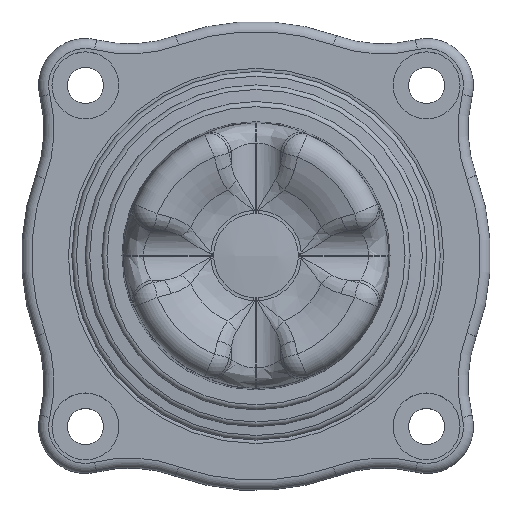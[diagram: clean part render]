
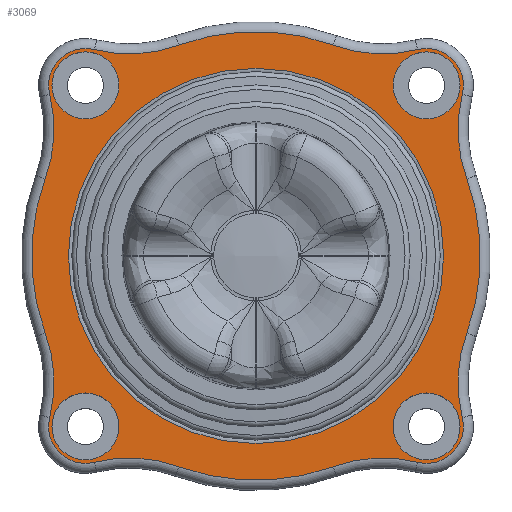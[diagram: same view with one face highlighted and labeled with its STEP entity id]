
A CAD part, top view. The second image highlights one B-rep face of the part: STEP entity #3069.
In plain terms, the highlighted planar face has unit normal (0, 0, 1).
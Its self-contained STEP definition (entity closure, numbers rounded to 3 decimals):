
#287=FACE_BOUND('',#790,.T.);
#288=FACE_BOUND('',#791,.T.);
#289=FACE_BOUND('',#792,.T.);
#290=FACE_BOUND('',#793,.T.);
#291=FACE_BOUND('',#794,.T.);
#325=PLANE('',#3532);
#524=FACE_OUTER_BOUND('',#789,.T.);
#789=EDGE_LOOP('',(#2698,#2699,#2700,#2701,#2702,#2703,#2704,#2705,#2706,
#2707,#2708,#2709,#2710,#2711,#2712,#2713));
#790=EDGE_LOOP('',(#2714));
#791=EDGE_LOOP('',(#2715));
#792=EDGE_LOOP('',(#2716));
#793=EDGE_LOOP('',(#2717));
#794=EDGE_LOOP('',(#2718));
#1151=CIRCLE('',#3459,10.75);
#1152=CIRCLE('',#3461,16.75);
#1154=CIRCLE('',#3464,10.75);
#1156=CIRCLE('',#3467,2.75);
#1158=CIRCLE('',#3470,10.75);
#1160=CIRCLE('',#3473,16.75);
#1162=CIRCLE('',#3476,10.75);
#1164=CIRCLE('',#3479,2.75);
#1166=CIRCLE('',#3482,10.75);
#1168=CIRCLE('',#3485,16.75);
#1170=CIRCLE('',#3488,10.75);
#1172=CIRCLE('',#3491,2.75);
#1174=CIRCLE('',#3494,10.75);
#1176=CIRCLE('',#3497,16.75);
#1178=CIRCLE('',#3500,10.75);
#1180=CIRCLE('',#3503,2.75);
#1183=CIRCLE('',#3508,2.5);
#1187=CIRCLE('',#3515,2.5);
#1191=CIRCLE('',#3522,2.5);
#1195=CIRCLE('',#3529,2.5);
#1197=CIRCLE('',#3533,14.);
#1444=VERTEX_POINT('',#6604);
#1445=VERTEX_POINT('',#6606);
#1446=VERTEX_POINT('',#6610);
#1447=VERTEX_POINT('',#6614);
#1448=VERTEX_POINT('',#6618);
#1449=VERTEX_POINT('',#6622);
#1450=VERTEX_POINT('',#6626);
#1451=VERTEX_POINT('',#6630);
#1452=VERTEX_POINT('',#6634);
#1453=VERTEX_POINT('',#6638);
#1454=VERTEX_POINT('',#6642);
#1455=VERTEX_POINT('',#6646);
#1456=VERTEX_POINT('',#6650);
#1457=VERTEX_POINT('',#6654);
#1458=VERTEX_POINT('',#6658);
#1459=VERTEX_POINT('',#6662);
#1462=VERTEX_POINT('',#6673);
#1466=VERTEX_POINT('',#6684);
#1470=VERTEX_POINT('',#6695);
#1474=VERTEX_POINT('',#6706);
#1476=VERTEX_POINT('',#6712);
#1853=EDGE_CURVE('',#1445,#1444,#1151,.T.);
#1854=EDGE_CURVE('',#1444,#1446,#1152,.T.);
#1856=EDGE_CURVE('',#1446,#1447,#1154,.T.);
#1858=EDGE_CURVE('',#1447,#1448,#1156,.T.);
#1860=EDGE_CURVE('',#1448,#1449,#1158,.T.);
#1862=EDGE_CURVE('',#1449,#1450,#1160,.T.);
#1864=EDGE_CURVE('',#1450,#1451,#1162,.T.);
#1866=EDGE_CURVE('',#1451,#1452,#1164,.T.);
#1868=EDGE_CURVE('',#1452,#1453,#1166,.T.);
#1870=EDGE_CURVE('',#1453,#1454,#1168,.T.);
#1872=EDGE_CURVE('',#1454,#1455,#1170,.T.);
#1874=EDGE_CURVE('',#1455,#1456,#1172,.T.);
#1876=EDGE_CURVE('',#1456,#1457,#1174,.T.);
#1878=EDGE_CURVE('',#1457,#1458,#1176,.T.);
#1880=EDGE_CURVE('',#1458,#1459,#1178,.T.);
#1882=EDGE_CURVE('',#1459,#1445,#1180,.T.);
#1885=EDGE_CURVE('',#1462,#1462,#1183,.T.);
#1889=EDGE_CURVE('',#1466,#1466,#1187,.T.);
#1893=EDGE_CURVE('',#1470,#1470,#1191,.T.);
#1897=EDGE_CURVE('',#1474,#1474,#1195,.T.);
#1899=EDGE_CURVE('',#1476,#1476,#1197,.T.);
#2698=ORIENTED_EDGE('',*,*,#1882,.F.);
#2699=ORIENTED_EDGE('',*,*,#1880,.F.);
#2700=ORIENTED_EDGE('',*,*,#1878,.F.);
#2701=ORIENTED_EDGE('',*,*,#1876,.F.);
#2702=ORIENTED_EDGE('',*,*,#1874,.F.);
#2703=ORIENTED_EDGE('',*,*,#1872,.F.);
#2704=ORIENTED_EDGE('',*,*,#1870,.F.);
#2705=ORIENTED_EDGE('',*,*,#1868,.F.);
#2706=ORIENTED_EDGE('',*,*,#1866,.F.);
#2707=ORIENTED_EDGE('',*,*,#1864,.F.);
#2708=ORIENTED_EDGE('',*,*,#1862,.F.);
#2709=ORIENTED_EDGE('',*,*,#1860,.F.);
#2710=ORIENTED_EDGE('',*,*,#1858,.F.);
#2711=ORIENTED_EDGE('',*,*,#1856,.F.);
#2712=ORIENTED_EDGE('',*,*,#1854,.F.);
#2713=ORIENTED_EDGE('',*,*,#1853,.F.);
#2714=ORIENTED_EDGE('',*,*,#1885,.T.);
#2715=ORIENTED_EDGE('',*,*,#1889,.T.);
#2716=ORIENTED_EDGE('',*,*,#1893,.T.);
#2717=ORIENTED_EDGE('',*,*,#1897,.T.);
#2718=ORIENTED_EDGE('',*,*,#1899,.F.);
#3069=ADVANCED_FACE('',(#524,#287,#288,#289,#290,#291),#325,.T.);
#3459=AXIS2_PLACEMENT_3D('',#6608,#4326,#4327);
#3461=AXIS2_PLACEMENT_3D('',#6611,#4330,#4331);
#3464=AXIS2_PLACEMENT_3D('',#6615,#4336,#4337);
#3467=AXIS2_PLACEMENT_3D('',#6619,#4342,#4343);
#3470=AXIS2_PLACEMENT_3D('',#6623,#4348,#4349);
#3473=AXIS2_PLACEMENT_3D('',#6627,#4354,#4355);
#3476=AXIS2_PLACEMENT_3D('',#6631,#4360,#4361);
#3479=AXIS2_PLACEMENT_3D('',#6635,#4366,#4367);
#3482=AXIS2_PLACEMENT_3D('',#6639,#4372,#4373);
#3485=AXIS2_PLACEMENT_3D('',#6643,#4378,#4379);
#3488=AXIS2_PLACEMENT_3D('',#6647,#4384,#4385);
#3491=AXIS2_PLACEMENT_3D('',#6651,#4390,#4391);
#3494=AXIS2_PLACEMENT_3D('',#6655,#4396,#4397);
#3497=AXIS2_PLACEMENT_3D('',#6659,#4402,#4403);
#3500=AXIS2_PLACEMENT_3D('',#6663,#4408,#4409);
#3503=AXIS2_PLACEMENT_3D('',#6666,#4414,#4415);
#3508=AXIS2_PLACEMENT_3D('',#6674,#4424,#4425);
#3515=AXIS2_PLACEMENT_3D('',#6685,#4438,#4439);
#3522=AXIS2_PLACEMENT_3D('',#6696,#4452,#4453);
#3529=AXIS2_PLACEMENT_3D('',#6707,#4466,#4467);
#3532=AXIS2_PLACEMENT_3D('',#6711,#4472,#4473);
#3533=AXIS2_PLACEMENT_3D('',#6713,#4474,#4475);
#4326=DIRECTION('center_axis',(0.,0.,
1.));
#4327=DIRECTION('ref_axis',(-0.053,0.999,0.));
#4330=DIRECTION('center_axis',(0.,0.,
-1.));
#4331=DIRECTION('ref_axis',(0.,-1.,0.));
#4336=DIRECTION('center_axis',(0.,0.,
1.));
#4337=DIRECTION('ref_axis',(0.053,0.999,0.));
#4342=DIRECTION('center_axis',(0.,0.,
-1.));
#4343=DIRECTION('ref_axis',(-0.707,-0.707,0.));
#4348=DIRECTION('center_axis',(0.,0.,
1.));
#4349=DIRECTION('ref_axis',(0.999,0.053,0.));
#4354=DIRECTION('center_axis',(0.,0.,
-1.));
#4355=DIRECTION('ref_axis',(-1.,0.,0.));
#4360=DIRECTION('center_axis',(0.,0.,
1.));
#4361=DIRECTION('ref_axis',(0.999,-0.053,0.));
#4366=DIRECTION('center_axis',(0.,0.,
-1.));
#4367=DIRECTION('ref_axis',(-0.707,0.707,0.));
#4372=DIRECTION('center_axis',(0.,0.,
1.));
#4373=DIRECTION('ref_axis',(0.053,-0.999,0.));
#4378=DIRECTION('center_axis',(0.,0.,
-1.));
#4379=DIRECTION('ref_axis',(0.,1.,0.));
#4384=DIRECTION('center_axis',(0.,0.,
1.));
#4385=DIRECTION('ref_axis',(-0.053,-0.999,0.));
#4390=DIRECTION('center_axis',(0.,0.,
-1.));
#4391=DIRECTION('ref_axis',(0.707,0.707,0.));
#4396=DIRECTION('center_axis',(0.,0.,
1.));
#4397=DIRECTION('ref_axis',(-0.999,-0.053,0.));
#4402=DIRECTION('center_axis',(0.,0.,
-1.));
#4403=DIRECTION('ref_axis',(1.,0.,0.));
#4408=DIRECTION('center_axis',(0.,0.,
1.));
#4409=DIRECTION('ref_axis',(-0.999,0.053,0.));
#4414=DIRECTION('center_axis',(0.,0.,
-1.));
#4415=DIRECTION('ref_axis',(0.707,-0.707,0.));
#4424=DIRECTION('center_axis',(0.,0.,
-1.));
#4425=DIRECTION('ref_axis',(0.,-1.,0.));
#4438=DIRECTION('center_axis',(0.,0.,
-1.));
#4439=DIRECTION('ref_axis',(-1.,0.,0.));
#4452=DIRECTION('center_axis',(0.,0.,
-1.));
#4453=DIRECTION('ref_axis',(0.,1.,0.));
#4466=DIRECTION('center_axis',(0.,0.,
-1.));
#4467=DIRECTION('ref_axis',(1.,0.,0.));
#4472=DIRECTION('center_axis',(0.,0.,
1.));
#4473=DIRECTION('ref_axis',(0.,-1.,0.));
#4474=DIRECTION('center_axis',(0.,0.,
1.));
#4475=DIRECTION('ref_axis',(0.,1.,0.));
#6604=CARTESIAN_POINT('',(5.757,-15.729,8.65));
#6606=CARTESIAN_POINT('',(12.061,-15.396,8.65));
#6608=CARTESIAN_POINT('Origin',(9.452,-25.824,8.65));
#6610=CARTESIAN_POINT('',(-5.757,-15.729,8.65));
#6611=CARTESIAN_POINT('Origin',(0.,0.,
8.65));
#6614=CARTESIAN_POINT('',(-12.061,-15.396,8.65));
#6615=CARTESIAN_POINT('Origin',(-9.452,-25.824,8.65));
#6618=CARTESIAN_POINT('',(-15.396,-12.061,8.65));
#6619=CARTESIAN_POINT('Origin',(-12.728,-12.728,8.65));
#6622=CARTESIAN_POINT('',(-15.729,-5.757,8.65));
#6623=CARTESIAN_POINT('Origin',(-25.824,-9.452,8.65));
#6626=CARTESIAN_POINT('',(-15.729,5.757,8.65));
#6627=CARTESIAN_POINT('Origin',(0.,0.,
8.65));
#6630=CARTESIAN_POINT('',(-15.396,12.061,8.65));
#6631=CARTESIAN_POINT('Origin',(-25.824,9.452,8.65));
#6634=CARTESIAN_POINT('',(-12.061,15.396,8.65));
#6635=CARTESIAN_POINT('Origin',(-12.728,12.728,8.65));
#6638=CARTESIAN_POINT('',(-5.757,15.729,8.65));
#6639=CARTESIAN_POINT('Origin',(-9.452,25.824,8.65));
#6642=CARTESIAN_POINT('',(5.757,15.729,8.65));
#6643=CARTESIAN_POINT('Origin',(0.,0.,
8.65));
#6646=CARTESIAN_POINT('',(12.061,15.396,8.65));
#6647=CARTESIAN_POINT('Origin',(9.452,25.824,8.65));
#6650=CARTESIAN_POINT('',(15.396,12.061,8.65));
#6651=CARTESIAN_POINT('Origin',(12.728,12.728,8.65));
#6654=CARTESIAN_POINT('',(15.729,5.757,8.65));
#6655=CARTESIAN_POINT('Origin',(25.824,9.452,8.65));
#6658=CARTESIAN_POINT('',(15.729,-5.757,8.65));
#6659=CARTESIAN_POINT('Origin',(0.,0.,
8.65));
#6662=CARTESIAN_POINT('',(15.396,-12.061,8.65));
#6663=CARTESIAN_POINT('Origin',(25.824,-9.452,8.65));
#6666=CARTESIAN_POINT('Origin',(12.728,-12.728,8.65));
#6673=CARTESIAN_POINT('',(12.728,-15.228,8.65));
#6674=CARTESIAN_POINT('Origin',(12.728,-12.728,8.65));
#6684=CARTESIAN_POINT('',(-15.228,-12.728,8.65));
#6685=CARTESIAN_POINT('Origin',(-12.728,-12.728,8.65));
#6695=CARTESIAN_POINT('',(-12.728,15.228,8.65));
#6696=CARTESIAN_POINT('Origin',(-12.728,12.728,8.65));
#6706=CARTESIAN_POINT('',(15.228,12.728,8.65));
#6707=CARTESIAN_POINT('Origin',(12.728,12.728,8.65));
#6711=CARTESIAN_POINT('Origin',(0.,0.,
8.65));
#6712=CARTESIAN_POINT('',(0.,-14.,8.65));
#6713=CARTESIAN_POINT('Origin',(0.,0.,
8.65));
